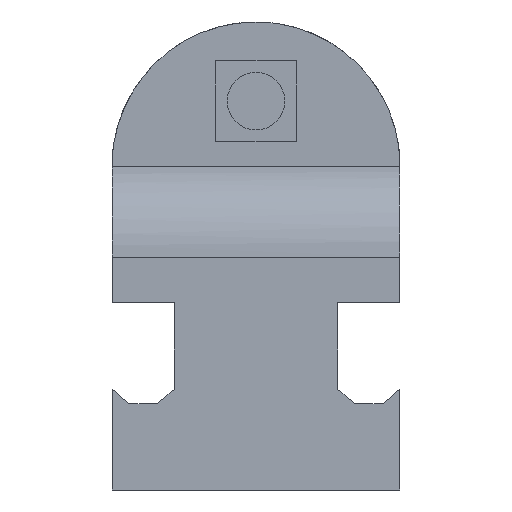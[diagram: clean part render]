
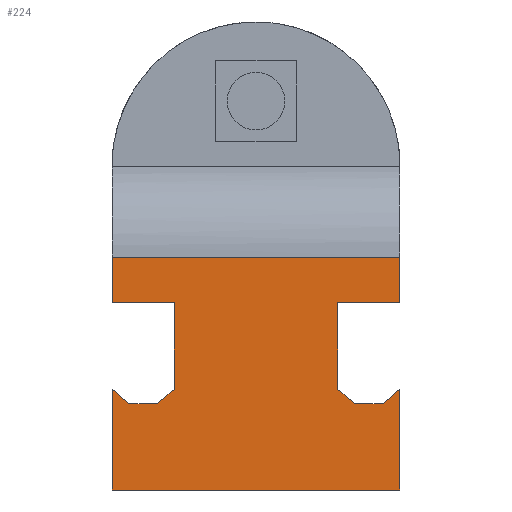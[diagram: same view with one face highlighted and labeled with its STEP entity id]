
A CAD part, front view. The second image highlights one B-rep face of the part: STEP entity #224.
In plain terms, the highlighted planar face has unit normal (0, -1, 0).
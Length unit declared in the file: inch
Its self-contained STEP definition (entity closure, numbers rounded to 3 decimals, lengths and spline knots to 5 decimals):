
#224=ADVANCED_FACE('',(#465),#466,.T.);
#465=FACE_OUTER_BOUND('',#800,.T.);
#466=PLANE('',#801);
#800=EDGE_LOOP('',(#1351,#1352,#1353,#1354,#1355,#1356,#1357,#1358,#1359,#1360,#1361,#1362,#1363,#1364,#1365,#1366));
#801=AXIS2_PLACEMENT_3D('',#1367,#1368,#1369);
#1351=ORIENTED_EDGE('',*,*,#1721,.T.);
#1352=ORIENTED_EDGE('',*,*,#1783,.T.);
#1353=ORIENTED_EDGE('',*,*,#1923,.T.);
#1354=ORIENTED_EDGE('',*,*,#1854,.T.);
#1355=ORIENTED_EDGE('',*,*,#1823,.T.);
#1356=ORIENTED_EDGE('',*,*,#1924,.T.);
#1357=ORIENTED_EDGE('',*,*,#1811,.T.);
#1358=ORIENTED_EDGE('',*,*,#1925,.F.);
#1359=ORIENTED_EDGE('',*,*,#1926,.T.);
#1360=ORIENTED_EDGE('',*,*,#1774,.T.);
#1361=ORIENTED_EDGE('',*,*,#1866,.T.);
#1362=ORIENTED_EDGE('',*,*,#1927,.T.);
#1363=ORIENTED_EDGE('',*,*,#1928,.T.);
#1364=ORIENTED_EDGE('',*,*,#1792,.T.);
#1365=ORIENTED_EDGE('',*,*,#1819,.T.);
#1366=ORIENTED_EDGE('',*,*,#1826,.T.);
#1367=CARTESIAN_POINT('',(-0.00008,0.,0.50527));
#1368=DIRECTION('',(0.0,-1.0,0.0));
#1369=DIRECTION('',(0.0,0.0,-1.0));
#1721=EDGE_CURVE('',#2029,#2027,#2030,.T.);
#1774=EDGE_CURVE('',#2124,#2122,#2125,.T.);
#1783=EDGE_CURVE('',#2027,#2136,#2138,.T.);
#1792=EDGE_CURVE('',#2152,#2150,#2153,.T.);
#1811=EDGE_CURVE('',#2184,#2182,#2185,.T.);
#1819=EDGE_CURVE('',#2150,#2194,#2196,.T.);
#1823=EDGE_CURVE('',#2203,#2201,#2204,.T.);
#1826=EDGE_CURVE('',#2194,#2029,#2207,.T.);
#1854=EDGE_CURVE('',#2252,#2203,#2253,.T.);
#1866=EDGE_CURVE('',#2122,#2268,#2270,.T.);
#1923=EDGE_CURVE('',#2136,#2252,#2354,.T.);
#1924=EDGE_CURVE('',#2201,#2184,#2355,.T.);
#1925=EDGE_CURVE('',#2356,#2182,#2357,.T.);
#1926=EDGE_CURVE('',#2356,#2124,#2358,.T.);
#1927=EDGE_CURVE('',#2268,#2359,#2360,.T.);
#1928=EDGE_CURVE('',#2359,#2152,#2361,.T.);
#2027=VERTEX_POINT('',#2477);
#2029=VERTEX_POINT('',#2480);
#2030=LINE('',#2481,#2482);
#2122=VERTEX_POINT('',#2637);
#2124=VERTEX_POINT('',#2640);
#2125=LINE('',#2641,#2642);
#2136=VERTEX_POINT('',#2658);
#2138=LINE('',#2661,#2662);
#2150=VERTEX_POINT('',#2678);
#2152=VERTEX_POINT('',#2681);
#2153=LINE('',#2682,#2683);
#2182=VERTEX_POINT('',#2728);
#2184=VERTEX_POINT('',#2733);
#2185=LINE('',#2734,#2735);
#2194=VERTEX_POINT('',#2750);
#2196=LINE('',#2753,#2754);
#2201=VERTEX_POINT('',#2760);
#2203=VERTEX_POINT('',#2763);
#2204=LINE('',#2764,#2765);
#2207=LINE('',#2769,#2770);
#2252=VERTEX_POINT('',#2840);
#2253=LINE('',#2841,#2842);
#2268=VERTEX_POINT('',#2866);
#2270=LINE('',#2869,#2870);
#2354=LINE('',#3010,#3011);
#2355=LINE('',#3012,#3013);
#2356=VERTEX_POINT('',#3014);
#2357=LINE('',#3015,#3016);
#2358=LINE('',#3017,#3018);
#2359=VERTEX_POINT('',#3019);
#2360=LINE('',#3020,#3021);
#2361=LINE('',#3022,#3023);
#2477=CARTESIAN_POINT('',(1.24981,0.,0.43764));
#2480=CARTESIAN_POINT('',(1.24981,0.,0.));
#2481=CARTESIAN_POINT('',(1.24981,0.,0.34821));
#2482=VECTOR('',#3213,1.);
#2637=CARTESIAN_POINT('',(0.26997,0.,0.81257));
#2640=CARTESIAN_POINT('',(0.,0.,0.81257));
#2641=CARTESIAN_POINT('',(0.06745,0.,0.81257));
#2642=VECTOR('',#3245,1.0);
#2658=CARTESIAN_POINT('',(1.1773,0.,0.37516));
#2661=CARTESIAN_POINT('',(0.88978,0.,0.12738));
#2662=VECTOR('',#3252,1.);
#2678=CARTESIAN_POINT('',(0.,0.,0.43764));
#2681=CARTESIAN_POINT('',(0.0725,0.,0.37516));
#2682=CARTESIAN_POINT('',(0.00138,0.,0.43645));
#2683=VECTOR('',#3258,1.);
#2728=CARTESIAN_POINT('',(1.24981,0.,1.01054));
#2733=CARTESIAN_POINT('',(1.24981,0.,0.81257));
#2734=CARTESIAN_POINT('',(1.24981,0.,0.80741));
#2735=VECTOR('',#3272,1.);
#2750=CARTESIAN_POINT('',(0.,0.,0.));
#2753=CARTESIAN_POINT('',(0.,0.,0.34821));
#2754=VECTOR('',#3277,1.);
#2760=CARTESIAN_POINT('',(0.97984,0.,0.81257));
#2763=CARTESIAN_POINT('',(0.97984,0.,0.43764));
#2764=CARTESIAN_POINT('',(0.97984,0.,0.56519));
#2765=VECTOR('',#3280,1.);
#2769=CARTESIAN_POINT('',(-0.00008,0.,0.));
#2770=VECTOR('',#3282,1.0);
#2840=CARTESIAN_POINT('',(1.05235,0.,0.37516));
#2841=CARTESIAN_POINT('',(0.70009,0.,0.67872));
#2842=VECTOR('',#3302,1.0);
#2866=CARTESIAN_POINT('',(0.26997,0.,0.43764));
#2869=CARTESIAN_POINT('',(0.26997,0.,0.56519));
#2870=VECTOR('',#3310,1.);
#3010=CARTESIAN_POINT('',(0.55737,0.,0.37516));
#3011=VECTOR('',#3349,1.0);
#3012=CARTESIAN_POINT('',(0.55737,0.,0.81257));
#3013=VECTOR('',#3350,1.0);
#3014=CARTESIAN_POINT('',(0.,0.,1.01054));
#3015=CARTESIAN_POINT('',(-0.00008,0.,1.01054));
#3016=VECTOR('',#3351,1.0);
#3017=CARTESIAN_POINT('',(0.,0.,0.80741));
#3018=VECTOR('',#3352,1.);
#3019=CARTESIAN_POINT('',(0.19746,0.,0.37516));
#3020=CARTESIAN_POINT('',(0.19108,0.,0.36966));
#3021=VECTOR('',#3353,1.0);
#3022=CARTESIAN_POINT('',(0.06745,0.,0.37516));
#3023=VECTOR('',#3354,1.0);
#3213=DIRECTION('',(0.0,0.0,1.0));
#3245=DIRECTION('',(1.0,0.0,0.0));
#3252=DIRECTION('',(-0.758,-0.0,-0.653));
#3258=DIRECTION('',(-0.757,0.0,0.653));
#3272=DIRECTION('',(0.0,0.0,1.0));
#3277=DIRECTION('',(0.0,0.0,-1.0));
#3280=DIRECTION('',(0.0,0.0,1.0));
#3282=DIRECTION('',(1.0,0.0,0.0));
#3302=DIRECTION('',(-0.758,0.0,0.653));
#3310=DIRECTION('',(0.0,0.0,-1.0));
#3349=DIRECTION('',(-1.0,-0.0,-0.0));
#3350=DIRECTION('',(1.0,0.0,0.0));
#3351=DIRECTION('',(1.0,0.0,0.0));
#3352=DIRECTION('',(0.0,0.0,-1.0));
#3353=DIRECTION('',(-0.758,-0.0,-0.653));
#3354=DIRECTION('',(-1.0,-0.0,-0.0));
